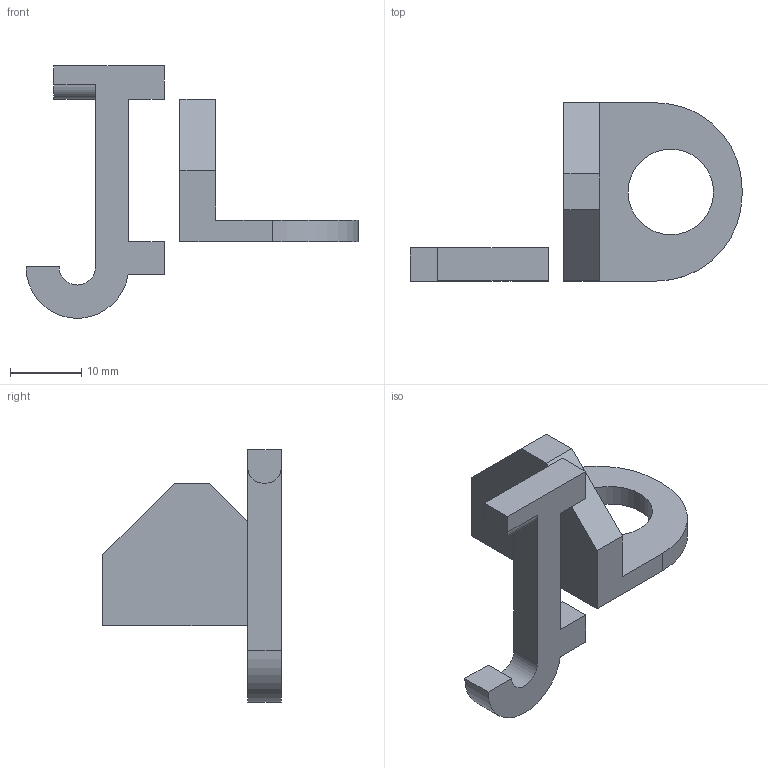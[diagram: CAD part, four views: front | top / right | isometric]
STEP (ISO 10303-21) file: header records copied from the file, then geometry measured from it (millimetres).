
FILE_DESCRIPTION(/* description */ (''),/* implementation_level */ '2;1');
FILE_NAME(/* name */ 'Hole Hook Small unused v1.stp',/* time_stamp */ '2022-09-22T11:47:56+02:00',/* author */ (''),/* organization */ (''),/* preprocessor_version */ 'ST-DEVELOPER v19',/* originating_system */ 'Autodesk Translation Framework v11.7.0.108',/* authorisation */ '');
FILE_SCHEMA (('AUTOMOTIVE_DESIGN { 1 0 10303 214 3 1 1 }'));
Length unit declared in the file: millimetre
Products named in the file (1): Hole Hook - Small - unused
Bounding box: 46.6 x 25 x 35.38 mm (x, y, z)
Volume: 4249.3 mm3; surface area: 3181.9 mm2
Topology: 2 solids, 2 shells, 30 faces, 78 edges, 52 vertices
Faces by surface type: plane 23, cylinder 7
Full cylindrical faces by diameter (mm): 12 x1
Entity records: 952 total; most frequent: CARTESIAN_POINT 161, ORIENTED_EDGE 156, DIRECTION 154, EDGE_CURVE 78, LINE 64, VECTOR 64, VERTEX_POINT 52, AXIS2_PLACEMENT_3D 45
